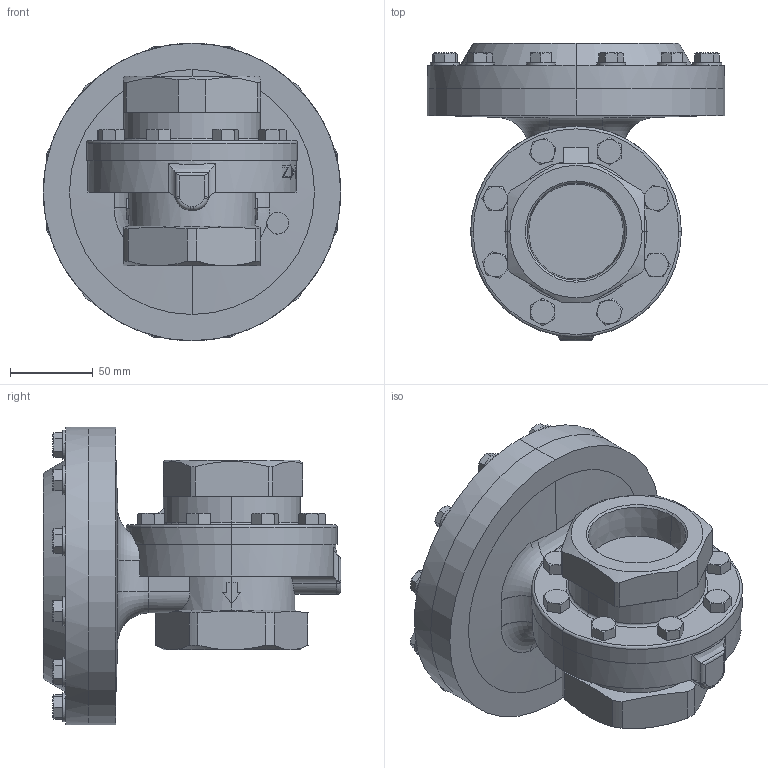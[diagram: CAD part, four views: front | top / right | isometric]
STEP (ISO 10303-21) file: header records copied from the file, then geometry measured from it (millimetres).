
FILE_DESCRIPTION (( 'STEP AP203' ), '1' );
FILE_NAME ('56-200-BR+DI-PT.step', '2017-10-04T15:19:22', ( '' ), ( '' ), 'SwSTEP 2.0', 'SolidWorks 2014', '' );
FILE_SCHEMA (( 'CONFIG_CONTROL_DESIGN' ));
Length unit declared in the file: inch
Products named in the file (1): 56-200-BR+DI-PT
Bounding box: 179.32 x 179.41 x 179.32 mm (x, y, z)
Volume: 1785178.1 mm3; surface area: 149825.8 mm2
Topology: 1 solids, 1 shells, 552 faces, 1347 edges, 833 vertices
Faces by surface type: plane 252, cone 152, cylinder 83, bspline 52, torus 13
Entity records: 28523 total; most frequent: CARTESIAN_POINT 16229, ORIENTED_EDGE 2694, DIRECTION 2298, EDGE_CURVE 1347, AXIS2_PLACEMENT_3D 886, VERTEX_POINT 833, EDGE_LOOP 590, ADVANCED_FACE 552
